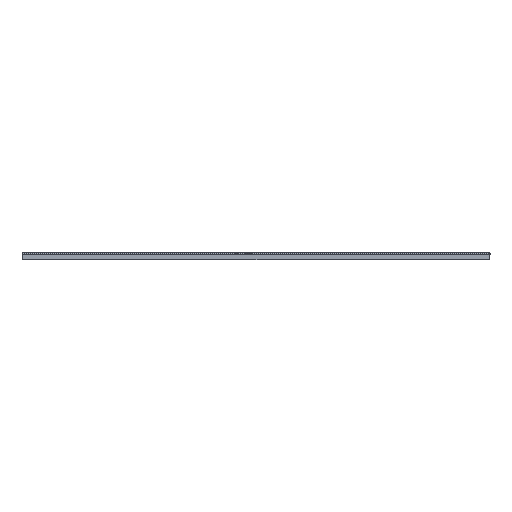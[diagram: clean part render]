
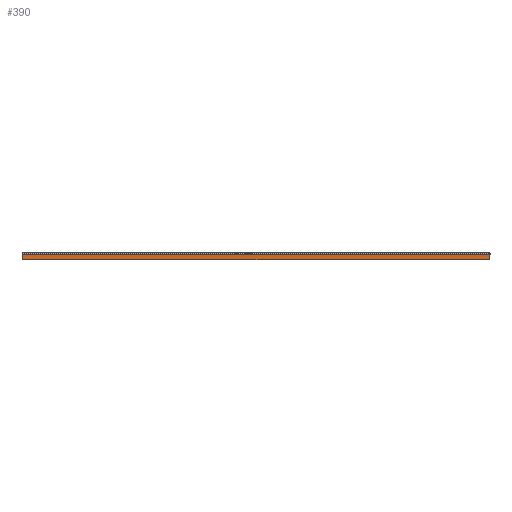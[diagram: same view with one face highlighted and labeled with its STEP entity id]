
A CAD part, left-side view. The second image highlights one B-rep face of the part: STEP entity #390.
In plain terms, the highlighted planar face has unit normal (-1, 0, 0).
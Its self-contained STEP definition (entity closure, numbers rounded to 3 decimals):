
#249=AXIS2_PLACEMENT_3D('Circle Axis2P3D',#247,#248,$) ;
#266=AXIS2_PLACEMENT_3D('Circle Axis2P3D',#264,#265,$) ;
#373=AXIS2_PLACEMENT_3D('Plane Axis2P3D',#370,#371,#372) ;
#137=CARTESIAN_POINT('Vertex',(0.,0.,8.)) ;
#140=CARTESIAN_POINT('Line Origine',(0.,0.,5.5)) ;
#144=CARTESIAN_POINT('Vertex',(0.,0.,3.)) ;
#168=CARTESIAN_POINT('Vertex',(0.,0.879,0.879)) ;
#172=CARTESIAN_POINT('Control Point',(0.,0.879,0.879)) ;
#173=CARTESIAN_POINT('Control Point',(0.,0.462,1.295)) ;
#174=CARTESIAN_POINT('Control Point',(0.,0.154,1.821)) ;
#175=CARTESIAN_POINT('Control Point',(0.,0.,2.411)) ;
#176=CARTESIAN_POINT('Control Point',(0.,0.,3.)) ;
#191=CARTESIAN_POINT('Control Point',(0.,3.,0.)) ;
#192=CARTESIAN_POINT('Control Point',(0.,2.411,0.)) ;
#193=CARTESIAN_POINT('Control Point',(0.,1.821,0.154)) ;
#194=CARTESIAN_POINT('Control Point',(0.,1.295,0.462)) ;
#195=CARTESIAN_POINT('Control Point',(0.,0.879,0.879)) ;
#196=CARTESIAN_POINT('Vertex',(0.,3.,0.)) ;
#216=CARTESIAN_POINT('Line Origine',(0.,364.5,0.)) ;
#220=CARTESIAN_POINT('Vertex',(0.,726.,0.)) ;
#244=CARTESIAN_POINT('Vertex',(0.,728.121,0.879)) ;
#247=CARTESIAN_POINT('Axis2P3D Location',(0.,726.,3.)) ;
#264=CARTESIAN_POINT('Axis2P3D Location',(0.,726.,3.)) ;
#268=CARTESIAN_POINT('Vertex',(0.,729.,3.)) ;
#288=CARTESIAN_POINT('Line Origine',(0.,729.,5.5)) ;
#292=CARTESIAN_POINT('Vertex',(0.,729.,8.)) ;
#370=CARTESIAN_POINT('Axis2P3D Location',(0.,364.5,10.5)) ;
#375=CARTESIAN_POINT('Line Origine',(0.,364.5,8.)) ;
#141=DIRECTION('Vector Direction',(0.,0.,1.)) ;
#217=DIRECTION('Vector Direction',(0.,1.,0.)) ;
#248=DIRECTION('Axis2P3D Direction',(-1.,0.,0.)) ;
#265=DIRECTION('Axis2P3D Direction',(-1.,0.,0.)) ;
#289=DIRECTION('Vector Direction',(0.,0.,1.)) ;
#371=DIRECTION('Axis2P3D Direction',(-1.,0.,0.)) ;
#372=DIRECTION('Axis2P3D XDirection',(0.,1.,0.)) ;
#376=DIRECTION('Vector Direction',(0.,1.,0.)) ;
#142=VECTOR('Line Direction',#141,1.) ;
#218=VECTOR('Line Direction',#217,1.) ;
#290=VECTOR('Line Direction',#289,1.) ;
#377=VECTOR('Line Direction',#376,1.) ;
#381=ORIENTED_EDGE('',*,*,#379,.T.) ;
#382=ORIENTED_EDGE('',*,*,#294,.F.) ;
#383=ORIENTED_EDGE('',*,*,#270,.T.) ;
#384=ORIENTED_EDGE('',*,*,#251,.T.) ;
#385=ORIENTED_EDGE('',*,*,#222,.F.) ;
#386=ORIENTED_EDGE('',*,*,#198,.T.) ;
#387=ORIENTED_EDGE('',*,*,#177,.T.) ;
#388=ORIENTED_EDGE('',*,*,#146,.T.) ;
#390=ADVANCED_FACE('Koerper.2',(#389),#374,.T.) ;
#171=B_SPLINE_CURVE_WITH_KNOTS('',4,(#172,#173,#174,#175,#176),.UNSPECIFIED.,.F.,.U.,(5,5),(-1.178,1.178),.UNSPECIFIED.) ;
#190=B_SPLINE_CURVE_WITH_KNOTS('',4,(#191,#192,#193,#194,#195),.UNSPECIFIED.,.F.,.U.,(5,5),(-1.178,1.178),.UNSPECIFIED.) ;
#250=CIRCLE('generated circle',#249,3.) ;
#267=CIRCLE('generated circle',#266,3.) ;
#146=EDGE_CURVE('',#145,#138,#143,.T.) ;
#177=EDGE_CURVE('',#169,#145,#171,.T.) ;
#198=EDGE_CURVE('',#197,#169,#190,.T.) ;
#222=EDGE_CURVE('',#197,#221,#219,.T.) ;
#251=EDGE_CURVE('',#245,#221,#250,.T.) ;
#270=EDGE_CURVE('',#269,#245,#267,.T.) ;
#294=EDGE_CURVE('',#269,#293,#291,.T.) ;
#379=EDGE_CURVE('',#138,#293,#378,.T.) ;
#380=EDGE_LOOP('',(#381,#382,#383,#384,#385,#386,#387,#388)) ;
#389=FACE_OUTER_BOUND('',#380,.T.) ;
#143=LINE('Line',#140,#142) ;
#219=LINE('Line',#216,#218) ;
#291=LINE('Line',#288,#290) ;
#378=LINE('Line',#375,#377) ;
#374=PLANE('',#373) ;
#138=VERTEX_POINT('',#137) ;
#145=VERTEX_POINT('',#144) ;
#169=VERTEX_POINT('',#168) ;
#197=VERTEX_POINT('',#196) ;
#221=VERTEX_POINT('',#220) ;
#245=VERTEX_POINT('',#244) ;
#269=VERTEX_POINT('',#268) ;
#293=VERTEX_POINT('',#292) ;
